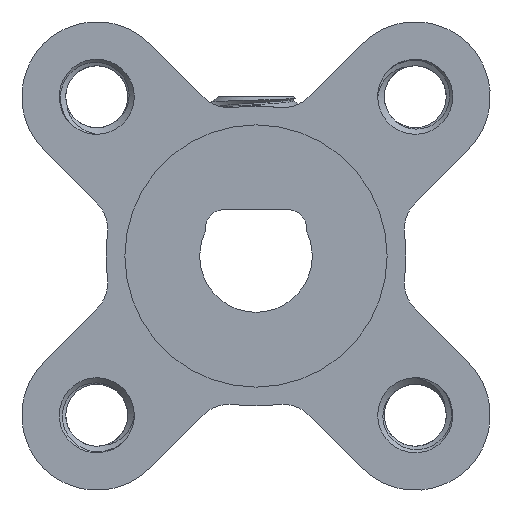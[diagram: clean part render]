
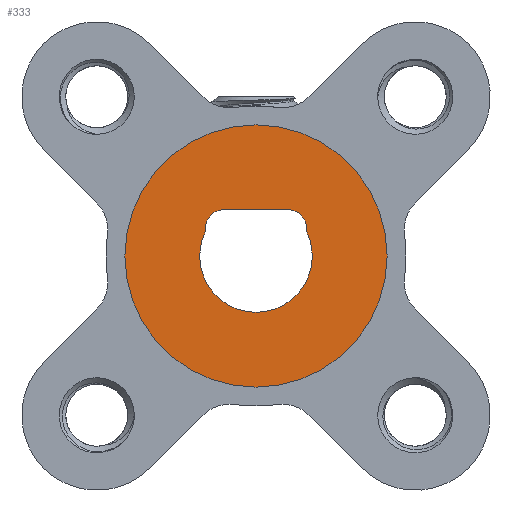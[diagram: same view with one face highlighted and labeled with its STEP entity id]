
A CAD part, front view. The second image highlights one B-rep face of the part: STEP entity #333.
In plain terms, the highlighted planar face has unit normal (0, -1, 0).
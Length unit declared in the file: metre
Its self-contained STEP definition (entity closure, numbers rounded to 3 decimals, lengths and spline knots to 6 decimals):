
#333 = ADVANCED_FACE( 'NONE', ( #658, #659 ), #660, .F. );
#658 = FACE_OUTER_BOUND( '', #4720, .T. );
#659 = FACE_BOUND( '', #4721, .T. );
#660 = PLANE( '', #4722 );
#4720 = EDGE_LOOP( '', ( #6359 ) );
#4721 = EDGE_LOOP( '', ( #6360, #6361, #6362, #6363 ) );
#4722 = AXIS2_PLACEMENT_3D( '', #6364, #6365, #6366 );
#6359 = ORIENTED_EDGE( '', *, *, #7209, .F. );
#6360 = ORIENTED_EDGE( '', *, *, #7138, .T. );
#6361 = ORIENTED_EDGE( '', *, *, #7104, .F. );
#6362 = ORIENTED_EDGE( '', *, *, #7146, .F. );
#6363 = ORIENTED_EDGE( '', *, *, #6773, .T. );
#6364 = CARTESIAN_POINT( '', ( 0., 0., 0. ) );
#6365 = DIRECTION( '', ( 0., 1., 0. ) );
#6366 = DIRECTION( '', ( 1., 0., 0. ) );
#6773 = EDGE_CURVE( 'NONE', #7856, #7854, #7857, .T. );
#7104 = EDGE_CURVE( 'NONE', #8430, #8432, #8433, .T. );
#7138 = EDGE_CURVE( 'NONE', #7854, #8432, #8479, .T. );
#7146 = EDGE_CURVE( 'NONE', #7856, #8430, #8489, .T. );
#7209 = EDGE_CURVE( 'NONE', #8575, #8575, #8576, .T. );
#7854 = VERTEX_POINT( 'NONE', #13117 );
#7856 = VERTEX_POINT( 'NONE', #13120 );
#7857 = CIRCLE( '', #13121, 0.001 );
#8430 = VERTEX_POINT( 'NONE', #16867 );
#8432 = VERTEX_POINT( 'NONE', #16870 );
#8433 = CIRCLE( '', #16871, 0.001 );
#8479 = LINE( '', #16989, #16990 );
#8489 = CIRCLE( '', #17043, 0.003 );
#8575 = VERTEX_POINT( '', #17551 );
#8576 = CIRCLE( '', #17552, 0.00699 );
#13117 = CARTESIAN_POINT( '', ( -0.001688, 0., 0.00248 ) );
#13120 = CARTESIAN_POINT( '', ( -0.002679, 0., 0.001349 ) );
#13121 = AXIS2_PLACEMENT_3D( '', #17741, #17742, #17743 );
#16867 = CARTESIAN_POINT( '', ( 0.002679, 0., 0.001349 ) );
#16870 = CARTESIAN_POINT( '', ( 0.001688, 0., 0.00248 ) );
#16871 = AXIS2_PLACEMENT_3D( '', #17875, #17876, #17877 );
#16989 = CARTESIAN_POINT( '', ( 0., 0., 0.00248 ) );
#16990 = VECTOR( '', #17930, 1. );
#17043 = AXIS2_PLACEMENT_3D( '', #17932, #17933, #17934 );
#17551 = CARTESIAN_POINT( '', ( 0., 0., 0.00699 ) );
#17552 = AXIS2_PLACEMENT_3D( '', #17953, #17954, #17955 );
#17741 = CARTESIAN_POINT( '', ( -0.001688, 0., 0.00148 ) );
#17742 = DIRECTION( '', ( 0., 1., 0. ) );
#17743 = DIRECTION( '', ( 0., 0., -1. ) );
#17875 = CARTESIAN_POINT( '', ( 0.001688, 0., 0.00148 ) );
#17876 = DIRECTION( '', ( 0., -1., 0. ) );
#17877 = DIRECTION( '', ( 0., 0., -1. ) );
#17930 = DIRECTION( '', ( 1., 0., 0. ) );
#17932 = CARTESIAN_POINT( '', ( 0., 0., 0. ) );
#17933 = DIRECTION( '', ( 0., -1., 0. ) );
#17934 = DIRECTION( '', ( 0., 0., -1. ) );
#17953 = CARTESIAN_POINT( '', ( 0., 0., 0. ) );
#17954 = DIRECTION( '', ( 0., 1., 0. ) );
#17955 = DIRECTION( '', ( 0., 0., 1. ) );
